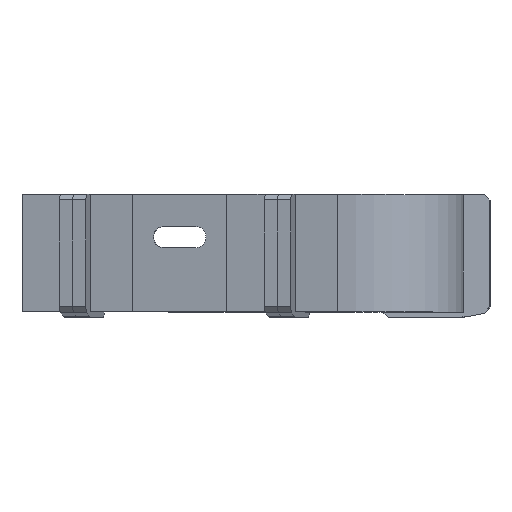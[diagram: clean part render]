
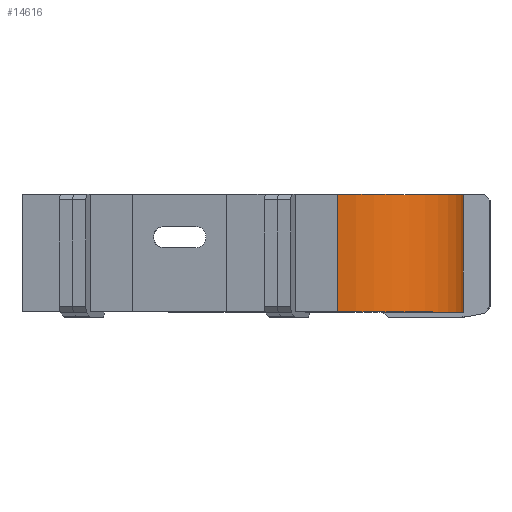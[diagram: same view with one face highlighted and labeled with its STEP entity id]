
A CAD part, left-side view. The second image highlights one B-rep face of the part: STEP entity #14616.
In plain terms, the highlighted cylindrical face has radius 20 mm (diameter 40 mm), a partial arc.
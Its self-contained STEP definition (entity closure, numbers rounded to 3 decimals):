
#14616 = ADVANCED_FACE('',(#14617),#14632,.T.);
#14617 = FACE_BOUND('',#14618,.F.);
#14618 = EDGE_LOOP('',(#14619,#14655,#14683,#14712));
#14619 = ORIENTED_EDGE('',*,*,#14620,.T.);
#14620 = EDGE_CURVE('',#14621,#14623,#14625,.T.);
#14621 = VERTEX_POINT('',#14622);
#14622 = CARTESIAN_POINT('',(0.,0.,0.));
#14623 = VERTEX_POINT('',#14624);
#14624 = CARTESIAN_POINT('',(-19.696,23.473,0.));
#14625 = SURFACE_CURVE('',#14626,(#14631,#14643),.PCURVE_S1.);
#14626 = CIRCLE('',#14627,20.);
#14627 = AXIS2_PLACEMENT_3D('',#14628,#14629,#14630);
#14628 = CARTESIAN_POINT('',(0.,20.,0.));
#14629 = DIRECTION('',(0.,0.,-1.));
#14630 = DIRECTION('',(0.,-1.,0.));
#14631 = PCURVE('',#14632,#14637);
#14632 = CYLINDRICAL_SURFACE('',#14633,20.);
#14633 = AXIS2_PLACEMENT_3D('',#14634,#14635,#14636);
#14634 = CARTESIAN_POINT('',(0.,20.,0.));
#14635 = DIRECTION('',(-0.,-0.,1.));
#14636 = DIRECTION('',(0.,-1.,0.));
#14637 = DEFINITIONAL_REPRESENTATION('',(#14638),#14642);
#14638 = LINE('',#14639,#14640);
#14639 = CARTESIAN_POINT('',(-0.,0.));
#14640 = VECTOR('',#14641,1.);
#14641 = DIRECTION('',(-1.,0.));
#14642 = ( GEOMETRIC_REPRESENTATION_CONTEXT(2) 
PARAMETRIC_REPRESENTATION_CONTEXT() REPRESENTATION_CONTEXT('2D SPACE',''
  ) );
#14643 = PCURVE('',#14644,#14649);
#14644 = PLANE('',#14645);
#14645 = AXIS2_PLACEMENT_3D('',#14646,#14647,#14648);
#14646 = CARTESIAN_POINT('',(0.,20.,0.));
#14647 = DIRECTION('',(0.,0.,-1.));
#14648 = DIRECTION('',(0.,-1.,0.));
#14649 = DEFINITIONAL_REPRESENTATION('',(#14650),#14654);
#14650 = CIRCLE('',#14651,20.);
#14651 = AXIS2_PLACEMENT_2D('',#14652,#14653);
#14652 = CARTESIAN_POINT('',(0.,0.));
#14653 = DIRECTION('',(1.,-0.));
#14654 = ( GEOMETRIC_REPRESENTATION_CONTEXT(2) 
PARAMETRIC_REPRESENTATION_CONTEXT() REPRESENTATION_CONTEXT('2D SPACE',''
  ) );
#14655 = ORIENTED_EDGE('',*,*,#14656,.T.);
#14656 = EDGE_CURVE('',#14623,#14657,#14659,.T.);
#14657 = VERTEX_POINT('',#14658);
#14658 = CARTESIAN_POINT('',(-19.696,23.473,22.));
#14659 = SURFACE_CURVE('',#14660,(#14664,#14671),.PCURVE_S1.);
#14660 = LINE('',#14661,#14662);
#14661 = CARTESIAN_POINT('',(-19.696,23.473,0.));
#14662 = VECTOR('',#14663,1.);
#14663 = DIRECTION('',(0.,0.,1.));
#14664 = PCURVE('',#14632,#14665);
#14665 = DEFINITIONAL_REPRESENTATION('',(#14666),#14670);
#14666 = LINE('',#14667,#14668);
#14667 = CARTESIAN_POINT('',(-1.745,0.));
#14668 = VECTOR('',#14669,1.);
#14669 = DIRECTION('',(-0.,1.));
#14670 = ( GEOMETRIC_REPRESENTATION_CONTEXT(2) 
PARAMETRIC_REPRESENTATION_CONTEXT() REPRESENTATION_CONTEXT('2D SPACE',''
  ) );
#14671 = PCURVE('',#14672,#14677);
#14672 = PLANE('',#14673);
#14673 = AXIS2_PLACEMENT_3D('',#14674,#14675,#14676);
#14674 = CARTESIAN_POINT('',(-15.597,22.75,
    7.662));
#14675 = DIRECTION('',(0.174,0.985,0.));
#14676 = DIRECTION('',(0.,0.,1.));
#14677 = DEFINITIONAL_REPRESENTATION('',(#14678),#14682);
#14678 = LINE('',#14679,#14680);
#14679 = CARTESIAN_POINT('',(-7.662,-4.162));
#14680 = VECTOR('',#14681,1.);
#14681 = DIRECTION('',(1.,0.));
#14682 = ( GEOMETRIC_REPRESENTATION_CONTEXT(2) 
PARAMETRIC_REPRESENTATION_CONTEXT() REPRESENTATION_CONTEXT('2D SPACE',''
  ) );
#14683 = ORIENTED_EDGE('',*,*,#14684,.F.);
#14684 = EDGE_CURVE('',#14685,#14657,#14687,.T.);
#14685 = VERTEX_POINT('',#14686);
#14686 = CARTESIAN_POINT('',(0.,0.,22.));
#14687 = SURFACE_CURVE('',#14688,(#14693,#14700),.PCURVE_S1.);
#14688 = CIRCLE('',#14689,20.);
#14689 = AXIS2_PLACEMENT_3D('',#14690,#14691,#14692);
#14690 = CARTESIAN_POINT('',(0.,20.,22.));
#14691 = DIRECTION('',(0.,0.,-1.));
#14692 = DIRECTION('',(0.,-1.,0.));
#14693 = PCURVE('',#14632,#14694);
#14694 = DEFINITIONAL_REPRESENTATION('',(#14695),#14699);
#14695 = LINE('',#14696,#14697);
#14696 = CARTESIAN_POINT('',(-0.,22.));
#14697 = VECTOR('',#14698,1.);
#14698 = DIRECTION('',(-1.,0.));
#14699 = ( GEOMETRIC_REPRESENTATION_CONTEXT(2) 
PARAMETRIC_REPRESENTATION_CONTEXT() REPRESENTATION_CONTEXT('2D SPACE',''
  ) );
#14700 = PCURVE('',#14701,#14706);
#14701 = PLANE('',#14702);
#14702 = AXIS2_PLACEMENT_3D('',#14703,#14704,#14705);
#14703 = CARTESIAN_POINT('',(0.,20.,22.));
#14704 = DIRECTION('',(0.,0.,-1.));
#14705 = DIRECTION('',(0.,-1.,0.));
#14706 = DEFINITIONAL_REPRESENTATION('',(#14707),#14711);
#14707 = CIRCLE('',#14708,20.);
#14708 = AXIS2_PLACEMENT_2D('',#14709,#14710);
#14709 = CARTESIAN_POINT('',(0.,0.));
#14710 = DIRECTION('',(1.,0.));
#14711 = ( GEOMETRIC_REPRESENTATION_CONTEXT(2) 
PARAMETRIC_REPRESENTATION_CONTEXT() REPRESENTATION_CONTEXT('2D SPACE',''
  ) );
#14712 = ORIENTED_EDGE('',*,*,#14713,.F.);
#14713 = EDGE_CURVE('',#14621,#14685,#14714,.T.);
#14714 = SURFACE_CURVE('',#14715,(#14719,#14726),.PCURVE_S1.);
#14715 = LINE('',#14716,#14717);
#14716 = CARTESIAN_POINT('',(0.,0.,0.));
#14717 = VECTOR('',#14718,1.);
#14718 = DIRECTION('',(0.,0.,1.));
#14719 = PCURVE('',#14632,#14720);
#14720 = DEFINITIONAL_REPRESENTATION('',(#14721),#14725);
#14721 = LINE('',#14722,#14723);
#14722 = CARTESIAN_POINT('',(-0.,0.));
#14723 = VECTOR('',#14724,1.);
#14724 = DIRECTION('',(-0.,1.));
#14725 = ( GEOMETRIC_REPRESENTATION_CONTEXT(2) 
PARAMETRIC_REPRESENTATION_CONTEXT() REPRESENTATION_CONTEXT('2D SPACE',''
  ) );
#14726 = PCURVE('',#14727,#14732);
#14727 = PLANE('',#14728);
#14728 = AXIS2_PLACEMENT_3D('',#14729,#14730,#14731);
#14729 = CARTESIAN_POINT('',(0.,4.162,7.662));
#14730 = DIRECTION('',(-1.,0.,0.));
#14731 = DIRECTION('',(0.,0.,1.));
#14732 = DEFINITIONAL_REPRESENTATION('',(#14733),#14737);
#14733 = LINE('',#14734,#14735);
#14734 = CARTESIAN_POINT('',(-7.662,-4.162));
#14735 = VECTOR('',#14736,1.);
#14736 = DIRECTION('',(1.,0.));
#14737 = ( GEOMETRIC_REPRESENTATION_CONTEXT(2) 
PARAMETRIC_REPRESENTATION_CONTEXT() REPRESENTATION_CONTEXT('2D SPACE',''
  ) );
